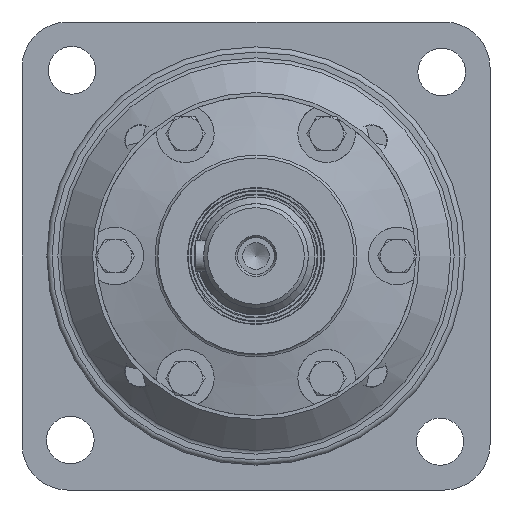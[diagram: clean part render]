
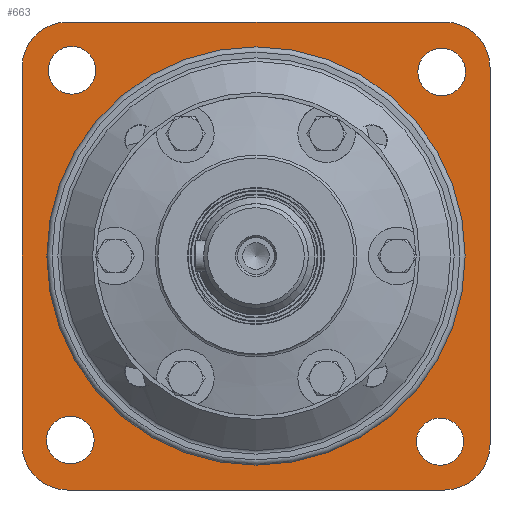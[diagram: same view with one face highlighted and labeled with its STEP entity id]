
A CAD part, left-side view. The second image highlights one B-rep face of the part: STEP entity #663.
In plain terms, the highlighted planar face has unit normal (-1, 0, 0).
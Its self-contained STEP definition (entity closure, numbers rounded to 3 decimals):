
#663 = ADVANCED_FACE( '', ( #1729, #1730, #1731, #1732, #1733, #1734 ), #1735, .F. );
#1729 = FACE_BOUND( '', #3457, .T. );
#1730 = FACE_BOUND( '', #3458, .T. );
#1731 = FACE_BOUND( '', #3459, .T. );
#1732 = FACE_BOUND( '', #3460, .T. );
#1733 = FACE_BOUND( '', #3461, .T. );
#1734 = FACE_OUTER_BOUND( '', #3462, .T. );
#1735 = PLANE( '', #3463 );
#3457 = EDGE_LOOP( '', ( #5208 ) );
#3458 = EDGE_LOOP( '', ( #5209 ) );
#3459 = EDGE_LOOP( '', ( #5210 ) );
#3460 = EDGE_LOOP( '', ( #5211 ) );
#3461 = EDGE_LOOP( '', ( #5212 ) );
#3462 = EDGE_LOOP( '', ( #5213, #5214, #5215, #5216, #5217, #5218, #5219, #5220 ) );
#3463 = AXIS2_PLACEMENT_3D( '', #5221, #5222, #5223 );
#5208 = ORIENTED_EDGE( '', *, *, #9213, .T. );
#5209 = ORIENTED_EDGE( '', *, *, #9214, .T. );
#5210 = ORIENTED_EDGE( '', *, *, #9215, .T. );
#5211 = ORIENTED_EDGE( '', *, *, #9216, .T. );
#5212 = ORIENTED_EDGE( '', *, *, #9217, .T. );
#5213 = ORIENTED_EDGE( '', *, *, #9218, .F. );
#5214 = ORIENTED_EDGE( '', *, *, #9219, .F. );
#5215 = ORIENTED_EDGE( '', *, *, #9220, .F. );
#5216 = ORIENTED_EDGE( '', *, *, #9221, .F. );
#5217 = ORIENTED_EDGE( '', *, *, #9222, .F. );
#5218 = ORIENTED_EDGE( '', *, *, #9223, .F. );
#5219 = ORIENTED_EDGE( '', *, *, #9224, .F. );
#5220 = ORIENTED_EDGE( '', *, *, #9225, .F. );
#5221 = CARTESIAN_POINT( '', ( 99.7, -72.005, 72.005 ) );
#5222 = DIRECTION( '', ( 1., 0., 0. ) );
#5223 = DIRECTION( '', ( 0., 0., -1. ) );
#9213 = EDGE_CURVE( '', #10767, #10767, #10768, .T. );
#9214 = EDGE_CURVE( '', #10769, #10769, #10770, .T. );
#9215 = EDGE_CURVE( '', #10771, #10771, #10772, .T. );
#9216 = EDGE_CURVE( '', #10773, #10773, #10774, .T. );
#9217 = EDGE_CURVE( '', #10775, #10775, #10776, .T. );
#9218 = EDGE_CURVE( '', #10777, #10778, #10779, .T. );
#9219 = EDGE_CURVE( '', #10780, #10777, #10781, .T. );
#9220 = EDGE_CURVE( '', #10782, #10780, #10783, .T. );
#9221 = EDGE_CURVE( '', #10784, #10782, #10785, .T. );
#9222 = EDGE_CURVE( '', #10786, #10784, #10787, .T. );
#9223 = EDGE_CURVE( '', #10788, #10786, #10789, .T. );
#9224 = EDGE_CURVE( '', #10790, #10788, #10791, .T. );
#9225 = EDGE_CURVE( '', #10778, #10790, #10792, .T. );
#10767 = VERTEX_POINT( '', #13103 );
#10768 = CIRCLE( '', #13104, 80. );
#10769 = VERTEX_POINT( '', #13105 );
#10770 = CIRCLE( '', #13106, 9.1 );
#10771 = VERTEX_POINT( '', #13107 );
#10772 = CIRCLE( '', #13108, 9.1 );
#10773 = VERTEX_POINT( '', #13109 );
#10774 = CIRCLE( '', #13110, 9.1 );
#10775 = VERTEX_POINT( '', #13111 );
#10776 = CIRCLE( '', #13112, 9.01 );
#10777 = VERTEX_POINT( '', #13113 );
#10778 = VERTEX_POINT( '', #13114 );
#10779 = LINE( '', #13115, #13116 );
#10780 = VERTEX_POINT( '', #13117 );
#10781 = CIRCLE( '', #13118, 17.5 );
#10782 = VERTEX_POINT( '', #13119 );
#10783 = LINE( '', #13120, #13121 );
#10784 = VERTEX_POINT( '', #13122 );
#10785 = CIRCLE( '', #13123, 17.5 );
#10786 = VERTEX_POINT( '', #13124 );
#10787 = LINE( '', #13125, #13126 );
#10788 = VERTEX_POINT( '', #13127 );
#10789 = CIRCLE( '', #13128, 17.5 );
#10790 = VERTEX_POINT( '', #13129 );
#10791 = LINE( '', #13130, #13131 );
#10792 = CIRCLE( '', #13132, 17.5 );
#13103 = CARTESIAN_POINT( '', ( 99.7, 0., -80. ) );
#13104 = AXIS2_PLACEMENT_3D( '', #17157, #17158, #17159 );
#13105 = CARTESIAN_POINT( '', ( 99.7, 70.4, 61.92 ) );
#13106 = AXIS2_PLACEMENT_3D( '', #17160, #17161, #17162 );
#13107 = CARTESIAN_POINT( '', ( 99.7, -71.02, 61.3 ) );
#13108 = AXIS2_PLACEMENT_3D( '', #17163, #17164, #17165 );
#13109 = CARTESIAN_POINT( '', ( 99.7, 71.02, -79.5 ) );
#13110 = AXIS2_PLACEMENT_3D( '', #17166, #17167, #17168 );
#13111 = CARTESIAN_POINT( '', ( 99.7, -70.4, -80.03 ) );
#13112 = AXIS2_PLACEMENT_3D( '', #17169, #17170, #17171 );
#13113 = CARTESIAN_POINT( '', ( 99.7, 72.005, 89.505 ) );
#13114 = CARTESIAN_POINT( '', ( 99.7, -72.005, 89.505 ) );
#13115 = CARTESIAN_POINT( '', ( 99.7, 72.005, 89.505 ) );
#13116 = VECTOR( '', #17172, 1000. );
#13117 = CARTESIAN_POINT( '', ( 99.7, 89.505, 72.005 ) );
#13118 = AXIS2_PLACEMENT_3D( '', #17173, #17174, #17175 );
#13119 = CARTESIAN_POINT( '', ( 99.7, 89.505, -72.005 ) );
#13120 = CARTESIAN_POINT( '', ( 99.7, 89.505, -72.005 ) );
#13121 = VECTOR( '', #17176, 1000. );
#13122 = CARTESIAN_POINT( '', ( 99.7, 72.005, -89.505 ) );
#13123 = AXIS2_PLACEMENT_3D( '', #17177, #17178, #17179 );
#13124 = CARTESIAN_POINT( '', ( 99.7, -72.005, -89.505 ) );
#13125 = CARTESIAN_POINT( '', ( 99.7, -72.005, -89.505 ) );
#13126 = VECTOR( '', #17180, 1000. );
#13127 = CARTESIAN_POINT( '', ( 99.7, -89.505, -72.005 ) );
#13128 = AXIS2_PLACEMENT_3D( '', #17181, #17182, #17183 );
#13129 = CARTESIAN_POINT( '', ( 99.7, -89.505, 72.005 ) );
#13130 = CARTESIAN_POINT( '', ( 99.7, -89.505, 72.005 ) );
#13131 = VECTOR( '', #17184, 1000. );
#13132 = AXIS2_PLACEMENT_3D( '', #17185, #17186, #17187 );
#17157 = CARTESIAN_POINT( '', ( 99.7, 0., 0. ) );
#17158 = DIRECTION( '', ( 1., 0., 0. ) );
#17159 = DIRECTION( '', ( 0., 0., -1. ) );
#17160 = CARTESIAN_POINT( '', ( 99.7, 70.4, 71.02 ) );
#17161 = DIRECTION( '', ( 1., 0., 0. ) );
#17162 = DIRECTION( '', ( 0., 0., -1. ) );
#17163 = CARTESIAN_POINT( '', ( 99.7, -71.02, 70.4 ) );
#17164 = DIRECTION( '', ( 1., 0., 0. ) );
#17165 = DIRECTION( '', ( 0., 0., -1. ) );
#17166 = CARTESIAN_POINT( '', ( 99.7, 71.02, -70.4 ) );
#17167 = DIRECTION( '', ( 1., 0., 0. ) );
#17168 = DIRECTION( '', ( 0., 0., -1. ) );
#17169 = CARTESIAN_POINT( '', ( 99.7, -70.4, -71.02 ) );
#17170 = DIRECTION( '', ( 1., 0., 0. ) );
#17171 = DIRECTION( '', ( 0., 0., -1. ) );
#17172 = DIRECTION( '', ( 0., -1., 0. ) );
#17173 = CARTESIAN_POINT( '', ( 99.7, 72.005, 72.005 ) );
#17174 = DIRECTION( '', ( 1., 0., 0. ) );
#17175 = DIRECTION( '', ( 0., 0., -1. ) );
#17176 = DIRECTION( '', ( 0., 0., 1. ) );
#17177 = CARTESIAN_POINT( '', ( 99.7, 72.005, -72.005 ) );
#17178 = DIRECTION( '', ( 1., 0., 0. ) );
#17179 = DIRECTION( '', ( 0., 0., -1. ) );
#17180 = DIRECTION( '', ( 0., 1., 0. ) );
#17181 = CARTESIAN_POINT( '', ( 99.7, -72.005, -72.005 ) );
#17182 = DIRECTION( '', ( 1., 0., 0. ) );
#17183 = DIRECTION( '', ( 0., 0., -1. ) );
#17184 = DIRECTION( '', ( 0., 0., -1. ) );
#17185 = CARTESIAN_POINT( '', ( 99.7, -72.005, 72.005 ) );
#17186 = DIRECTION( '', ( 1., 0., 0. ) );
#17187 = DIRECTION( '', ( 0., 0., -1. ) );
